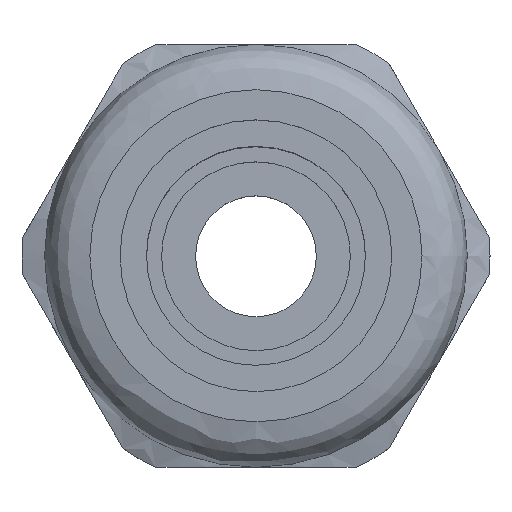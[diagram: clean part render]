
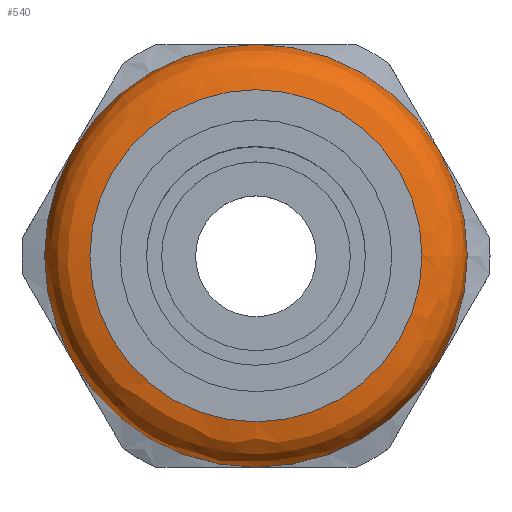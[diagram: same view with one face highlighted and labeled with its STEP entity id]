
A CAD part, top view. The second image highlights one B-rep face of the part: STEP entity #540.
In plain terms, the highlighted free-form (B-spline) face has degree [2, 2] with [7, 3] control points.
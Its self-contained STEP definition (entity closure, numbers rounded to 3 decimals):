
#373=(
BOUNDED_SURFACE()
B_SPLINE_SURFACE(2,2,((#6049,#6050,#6051),(#6052,#6053,#6054),(#6055,#6056,
#6057),(#6058,#6059,#6060),(#6061,#6062,#6063),(#6064,#6065,#6066),(#6067,
#6068,#6069)),.UNSPECIFIED.,.T.,.F.,.F.)
B_SPLINE_SURFACE_WITH_KNOTS((1,2,2,2,2,1),(3,3),(-0.333,0.,
0.333,0.667,1.,1.333),(0.,1.),
 .UNSPECIFIED.)
GEOMETRIC_REPRESENTATION_ITEM()
RATIONAL_B_SPLINE_SURFACE(((1.,0.707,1.),(0.5,0.354,
0.5),(1.,0.707,1.),(0.5,0.354,0.5),(1.,0.707,
1.),(0.5,0.354,0.5),(1.,0.707,1.)))
REPRESENTATION_ITEM('')
SURFACE()
);
#540=ADVANCED_FACE('',(#797,#798),#373,.T.);
#797=FACE_BOUND('',#886,.T.);
#798=FACE_BOUND('',#887,.T.);
#886=EDGE_LOOP('',(#1186));
#887=EDGE_LOOP('',(#1187));
#1186=ORIENTED_EDGE('',*,*,#2095,.F.);
#1187=ORIENTED_EDGE('',*,*,#2094,.F.);
#1844=VERTEX_POINT('',#6045);
#1845=VERTEX_POINT('',#6048);
#2094=EDGE_CURVE('',#1844,#1844,#2409,.T.);
#2095=EDGE_CURVE('',#1845,#1845,#2410,.T.);
#2409=CIRCLE('',#4228,14.);
#2410=CIRCLE('',#4230,11.);
#4228=AXIS2_PLACEMENT_3D('',#6044,#4732,#4733);
#4230=AXIS2_PLACEMENT_3D('',#6047,#4736,#4737);
#4732=DIRECTION('',(0.,0.,-1.));
#4733=DIRECTION('',(1.,0.,0.));
#4736=DIRECTION('',(0.,0.,1.));
#4737=DIRECTION('',(1.,0.,0.));
#6044=CARTESIAN_POINT('',(2.784,-0.97,-7.709));
#6045=CARTESIAN_POINT('',(16.784,-0.97,-7.709));
#6047=CARTESIAN_POINT('',(2.784,-0.97,-4.709));
#6048=CARTESIAN_POINT('',(13.784,-0.97,-4.709));
#6049=CARTESIAN_POINT('',(16.784,-0.97,-7.709));
#6050=CARTESIAN_POINT('',(16.784,-0.97,-4.709));
#6051=CARTESIAN_POINT('',(13.784,-0.97,-4.709));
#6052=CARTESIAN_POINT('',(16.784,23.279,-7.709));
#6053=CARTESIAN_POINT('',(16.784,23.279,-4.709));
#6054=CARTESIAN_POINT('',(13.784,18.083,-4.709));
#6055=CARTESIAN_POINT('',(-4.216,11.155,-7.709));
#6056=CARTESIAN_POINT('',(-4.216,11.155,-4.709));
#6057=CARTESIAN_POINT('',(-2.716,8.557,-4.709));
#6058=CARTESIAN_POINT('',(-25.216,-0.97,-7.709));
#6059=CARTESIAN_POINT('',(-25.216,-0.97,-4.709));
#6060=CARTESIAN_POINT('',(-19.216,-0.97,-4.709));
#6061=CARTESIAN_POINT('',(-4.216,-13.094,-7.709));
#6062=CARTESIAN_POINT('',(-4.216,-13.094,-4.709));
#6063=CARTESIAN_POINT('',(-2.716,-10.496,-4.709));
#6064=CARTESIAN_POINT('',(16.784,-25.218,-7.709));
#6065=CARTESIAN_POINT('',(16.784,-25.218,-4.709));
#6066=CARTESIAN_POINT('',(13.784,-20.022,-4.709));
#6067=CARTESIAN_POINT('',(16.784,-0.97,-7.709));
#6068=CARTESIAN_POINT('',(16.784,-0.97,-4.709));
#6069=CARTESIAN_POINT('',(13.784,-0.97,-4.709));
